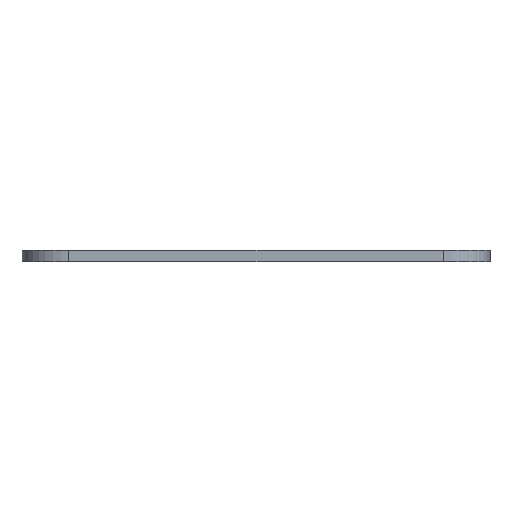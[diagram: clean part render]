
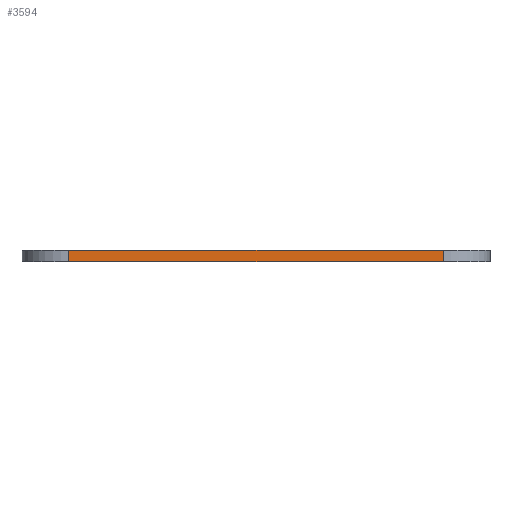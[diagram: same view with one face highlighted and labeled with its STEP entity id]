
A CAD part, left-side view. The second image highlights one B-rep face of the part: STEP entity #3594.
In plain terms, the highlighted planar face has unit normal (-1, 0, 0).
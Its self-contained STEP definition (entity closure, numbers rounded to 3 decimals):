
#459=FACE_OUTER_BOUND('',#639,.T.);
#639=EDGE_LOOP('',(#2948,#2949,#2950,#2951));
#1010=LINE('',#6039,#1370);
#1012=LINE('',#6045,#1372);
#1013=LINE('',#6047,#1373);
#1014=LINE('',#6048,#1374);
#1370=VECTOR('',#4972,10.);
#1372=VECTOR('',#4978,10.);
#1373=VECTOR('',#4979,10.);
#1374=VECTOR('',#4980,10.);
#1725=VERTEX_POINT('',#6036);
#1726=VERTEX_POINT('',#6038);
#1728=VERTEX_POINT('',#6044);
#1729=VERTEX_POINT('',#6046);
#2247=EDGE_CURVE('',#1726,#1725,#1010,.T.);
#2250=EDGE_CURVE('',#1725,#1728,#1012,.T.);
#2251=EDGE_CURVE('',#1729,#1728,#1013,.T.);
#2252=EDGE_CURVE('',#1729,#1726,#1014,.T.);
#2948=ORIENTED_EDGE('',*,*,#2250,.T.);
#2949=ORIENTED_EDGE('',*,*,#2251,.F.);
#2950=ORIENTED_EDGE('',*,*,#2252,.T.);
#2951=ORIENTED_EDGE('',*,*,#2247,.T.);
#3418=PLANE('',#3945);
#3594=ADVANCED_FACE('',(#459),#3418,.T.);
#3945=AXIS2_PLACEMENT_3D('',#6043,#4976,#4977);
#4972=DIRECTION('',(0.,0.,1.));
#4976=DIRECTION('center_axis',(-1.,0.,0.));
#4977=DIRECTION('ref_axis',(0.,0.,1.));
#4978=DIRECTION('',(0.,1.,0.));
#4979=DIRECTION('',(0.,0.,1.));
#4980=DIRECTION('',(0.,-1.,0.));
#6036=CARTESIAN_POINT('',(-20.,-16.,1.));
#6038=CARTESIAN_POINT('',(-20.,-16.,0.));
#6039=CARTESIAN_POINT('',(-20.,-16.,0.));
#6043=CARTESIAN_POINT('Origin',(-20.,-16.,0.));
#6044=CARTESIAN_POINT('',(-20.,16.,1.));
#6045=CARTESIAN_POINT('',(-20.,16.,1.));
#6046=CARTESIAN_POINT('',(-20.,16.,0.));
#6047=CARTESIAN_POINT('',(-20.,16.,0.));
#6048=CARTESIAN_POINT('',(-20.,16.,0.));
